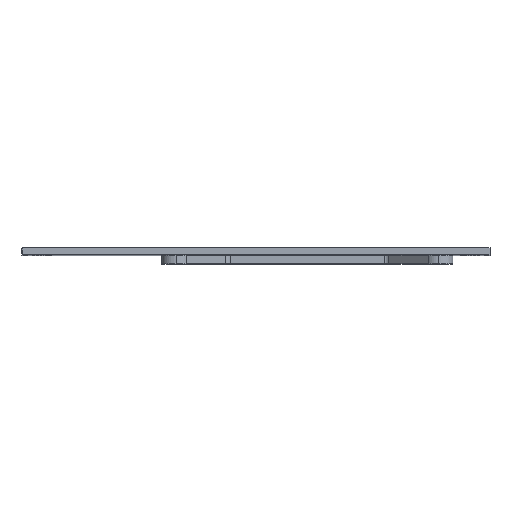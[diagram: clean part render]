
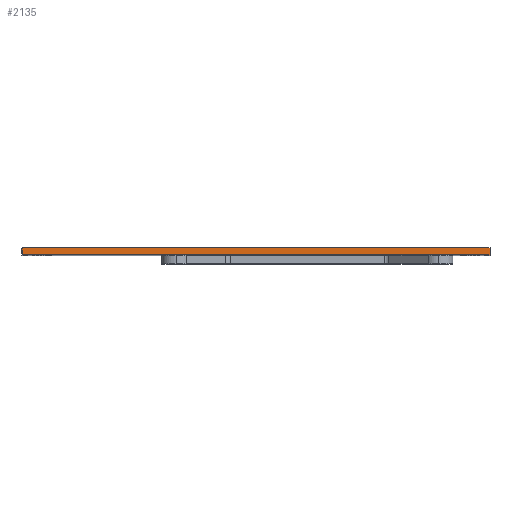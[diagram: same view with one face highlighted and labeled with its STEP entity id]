
A CAD part, top view. The second image highlights one B-rep face of the part: STEP entity #2135.
In plain terms, the highlighted planar face has unit normal (0, 0, 1).
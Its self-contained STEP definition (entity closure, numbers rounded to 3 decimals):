
#61 = VECTOR ( 'NONE', #735, 1000. ) ;
#65 = CARTESIAN_POINT ( 'NONE',  ( -41., 0., 105. ) ) ;
#69 = LINE ( 'NONE', #1026, #103 ) ;
#103 = VECTOR ( 'NONE', #1225, 1000. ) ;
#107 = EDGE_CURVE ( 'NONE', #254, #1134, #953, .T. ) ;
#144 = CARTESIAN_POINT ( 'NONE',  ( -41., 1.2, 105. ) ) ;
#156 = CARTESIAN_POINT ( 'NONE',  ( 41., 1.2, 105. ) ) ;
#254 = VERTEX_POINT ( 'NONE', #1210 ) ;
#266 = CARTESIAN_POINT ( 'NONE',  ( -41., 1.2, 105. ) ) ;
#383 = ORIENTED_EDGE ( 'NONE', *, *, #1346, .F. ) ;
#621 = EDGE_CURVE ( 'NONE', #1969, #254, #925, .T. ) ;
#735 = DIRECTION ( 'NONE',  ( 0., -1., 0. ) ) ;
#892 = AXIS2_PLACEMENT_3D ( 'NONE', #144, #1280, #2043 ) ;
#925 = LINE ( 'NONE', #2439, #61 ) ;
#953 = LINE ( 'NONE', #65, #2339 ) ;
#1026 = CARTESIAN_POINT ( 'NONE',  ( 41., 1.2, 105. ) ) ;
#1084 = EDGE_LOOP ( 'NONE', ( #2312, #383, #1118, #1822 ) ) ;
#1085 = FACE_OUTER_BOUND ( 'NONE', #1084, .T. ) ;
#1096 = VERTEX_POINT ( 'NONE', #156 ) ;
#1099 = CARTESIAN_POINT ( 'NONE',  ( 41., 0., 105. ) ) ;
#1118 = ORIENTED_EDGE ( 'NONE', *, *, #1450, .F. ) ;
#1134 = VERTEX_POINT ( 'NONE', #1099 ) ;
#1210 = CARTESIAN_POINT ( 'NONE',  ( -41., 0., 105. ) ) ;
#1225 = DIRECTION ( 'NONE',  ( 0., -1., 0. ) ) ;
#1280 = DIRECTION ( 'NONE',  ( 0., 0., -1. ) ) ;
#1346 = EDGE_CURVE ( 'NONE', #1096, #1134, #69, .T. ) ;
#1397 = DIRECTION ( 'NONE',  ( 1., 0., 0. ) ) ;
#1448 = LINE ( 'NONE', #2217, #2131 ) ;
#1450 = EDGE_CURVE ( 'NONE', #1969, #1096, #1448, .T. ) ;
#1822 = ORIENTED_EDGE ( 'NONE', *, *, #621, .T. ) ;
#1846 = PLANE ( 'NONE',  #892 ) ;
#1969 = VERTEX_POINT ( 'NONE', #266 ) ;
#2043 = DIRECTION ( 'NONE',  ( -1., 0., 0. ) ) ;
#2054 = DIRECTION ( 'NONE',  ( 1., 0., 0. ) ) ;
#2131 = VECTOR ( 'NONE', #2054, 1000. ) ;
#2135 = ADVANCED_FACE ( 'NONE', ( #1085 ), #1846, .F. ) ;
#2217 = CARTESIAN_POINT ( 'NONE',  ( -41., 1.2, 105. ) ) ;
#2312 = ORIENTED_EDGE ( 'NONE', *, *, #107, .T. ) ;
#2339 = VECTOR ( 'NONE', #1397, 1000. ) ;
#2439 = CARTESIAN_POINT ( 'NONE',  ( -41., 1.2, 105. ) ) ;
